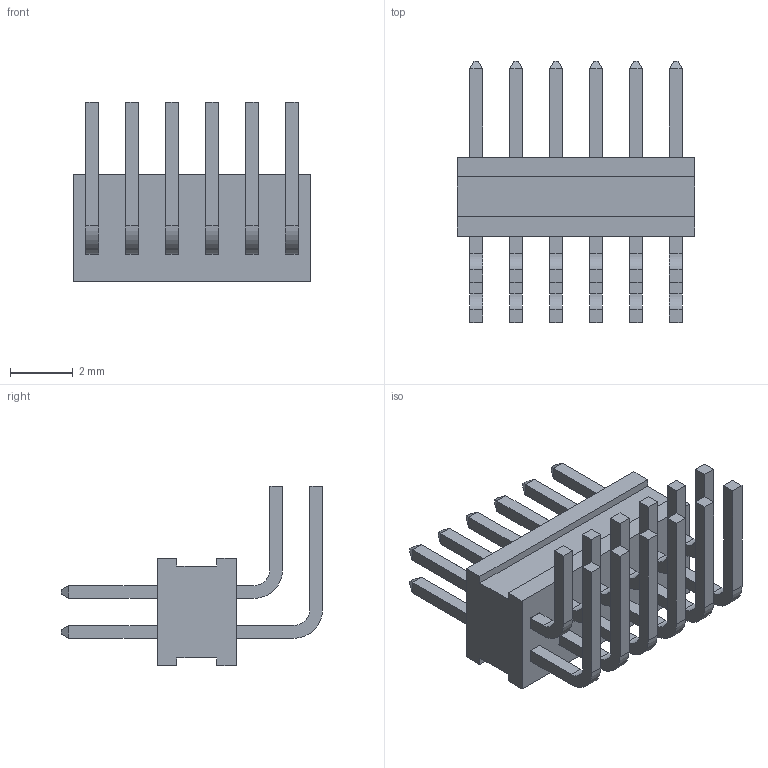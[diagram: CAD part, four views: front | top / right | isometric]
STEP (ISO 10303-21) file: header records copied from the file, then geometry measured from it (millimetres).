
FILE_DESCRIPTION( ( 'STEP AP214' ), ' ' );
FILE_NAME( 'FTSH-106-01-F-D-RA.stp', '2018-07-05T21:51:27', ( '' ), ( '' ), ' ', 'PARTsolutions', ' ' );
FILE_SCHEMA( ( 'AUTOMOTIVE_DESIGN { 1 0 10303 214 1 1 1 1 }' ) );
Length unit declared in the file: inch
Products named in the file (4): FTSH-106-01-F-D-RA; _FTSH-106-01-F-D-RA_body; _FTSH-106-01-F-D-RA_pins1; _FTSH-106-01-F-D-RA_pins2
Assembly tree (3 placements, depth 2):
  FTSH-106-01-F-D-RA
    _FTSH-106-01-F-D-RA_body
    _FTSH-106-01-F-D-RA_pins1
    _FTSH-106-01-F-D-RA_pins2
Bounding box: 7.54 x 8.31 x 5.71 mm (x, y, z)
Volume: 79.2 mm3; surface area: 380.7 mm2
Topology: 3 solids, 3 shells, 280 faces, 774 edges, 500 vertices
Faces by surface type: plane 256, cylinder 24
Entity records: 11080 total; most frequent: CARTESIAN_POINT 1558, ORIENTED_EDGE 1548, DIRECTION 1390, EDGE_CURVE 774, LINE 726, VECTOR 726, VERTEX_POINT 500, AXIS2_PLACEMENT_3D 332
